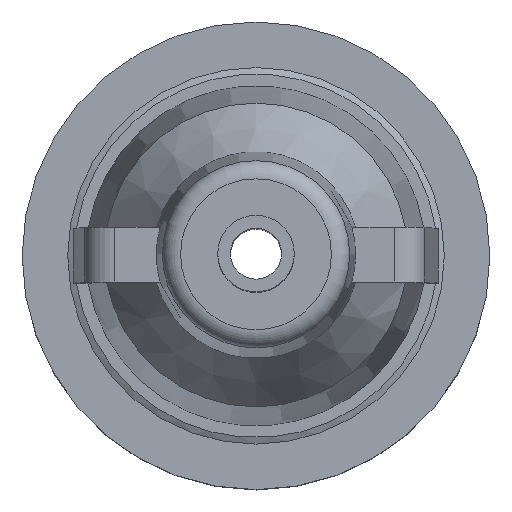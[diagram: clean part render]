
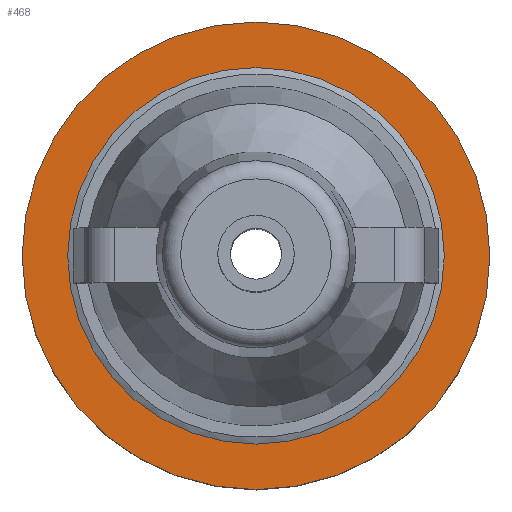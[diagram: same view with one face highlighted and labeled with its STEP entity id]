
A CAD part, top view. The second image highlights one B-rep face of the part: STEP entity #468.
In plain terms, the highlighted planar face has unit normal (0, 0, 1).
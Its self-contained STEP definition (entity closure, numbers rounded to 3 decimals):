
#69=PLANE('',#519);
#92=ORIENTED_EDGE('',*,*,#219,.T.);
#93=ORIENTED_EDGE('',*,*,#218,.T.);
#218=EDGE_CURVE('',#282,#282,#328,.T.);
#219=EDGE_CURVE('',#283,#283,#329,.T.);
#282=VERTEX_POINT('',#761);
#283=VERTEX_POINT('',#764);
#328=CIRCLE('',#518,3.85);
#329=CIRCLE('',#520,3.1);
#368=EDGE_LOOP('',(#92));
#369=EDGE_LOOP('',(#93));
#416=FACE_BOUND('',#368,.T.);
#417=FACE_BOUND('',#369,.T.);
#468=ADVANCED_FACE('',(#416,#417),#69,.T.);
#518=AXIS2_PLACEMENT_3D('',#760,#598,#599);
#519=AXIS2_PLACEMENT_3D('',#762,#600,#601);
#520=AXIS2_PLACEMENT_3D('',#763,#602,#603);
#598=DIRECTION('',(0.,0.,1.));
#599=DIRECTION('',(0.,-1.,0.));
#600=DIRECTION('',(0.,0.,1.));
#601=DIRECTION('',(1.,0.,0.));
#602=DIRECTION('',(0.,0.,-1.));
#603=DIRECTION('',(-1.,0.,0.));
#760=CARTESIAN_POINT('',(0.,0.,2.95));
#761=CARTESIAN_POINT('',(0.,-3.85,2.95));
#762=CARTESIAN_POINT('',(0.,0.,2.95));
#763=CARTESIAN_POINT('',(0.,0.,2.95));
#764=CARTESIAN_POINT('',(-3.1,0.,2.95));
